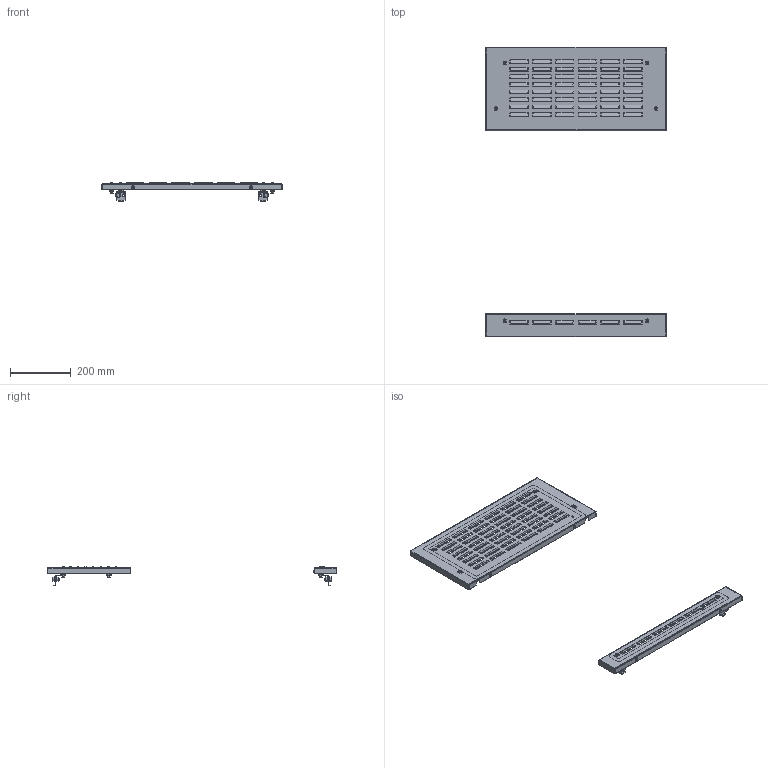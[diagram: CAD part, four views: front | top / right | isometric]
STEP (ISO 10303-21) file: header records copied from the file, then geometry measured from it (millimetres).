
FILE_DESCRIPTION (( 'STEP AP203' ), '1' );
FILE_NAME ('R5CPFA6301.00.step', '2013-11-11T07:56:56', ( 'User' ), ( 'DKC' ), 'SwSTEP 2.0', 'SolidWorks 2012', '' );
FILE_SCHEMA (( 'CONFIG_CONTROL_DESIGN' ));
Length unit declared in the file: millimetre
Products named in the file (17): A3300003_A3300003; A0400005_A0400005; A1100001_A1100001; A0200018; AC00C172_AC00C172; AC00C548; AC00C112; Guarnizione CPFE_Guarnizione CPFE 600X300; R5CPFA6301.00; Assieme2^R5CPFA6301.00; Guarnizione CPFE_Guarnizione CPFE 600x100; QE02T189G; QE02C189_Piegato; QE02T185G; AC00C061_AC00C061; A5100043_A5100043; QE02C185_Piegato
Assembly tree (49 placements, depth 4):
  R5CPFA6301.00
    QE02T185G
      QE02C185_Piegato
      A5100043_A5100043
      AC00C061_AC00C061
    Guarnizione CPFE_Guarnizione CPFE 600X300
    AC00C112  x4
    AC00C548  x2
    AC00C172_AC00C172  x4
    A0200018  x4
    A1100001_A1100001  x4
    A0400005_A0400005  x2
    A3300003_A3300003  x2
    Assieme2^R5CPFA6301.00
      QE02T189G
        QE02C189_Piegato
        A5100043_A5100043
        AC00C061_AC00C061
      Guarnizione CPFE_Guarnizione CPFE 600x100
      AC00C112  x4
      AC00C548  x2
      AC00C172_AC00C172  x2
      A0200018  x2
      A1100001_A1100001  x2
      A0400005_A0400005  x2
      A3300003_A3300003  x2
Bounding box: 594 x 956 x 63.38 mm (x, y, z)
Volume: 650120.2 mm3; surface area: 687795.7 mm2
Topology: 50 solids, 50 shells, 2792 faces, 6784 edges, 4122 vertices
Faces by surface type: plane 1638, cylinder 576, cone 366, bspline 108, torus 92, sphere 12
Entity records: 46232 total; most frequent: CARTESIAN_POINT 11530, ORIENTED_EDGE 6890, DIRECTION 6247, EDGE_CURVE 3445, LINE 2433, VECTOR 2433, VERTEX_POINT 2044, AXIS2_PLACEMENT_3D 1907
